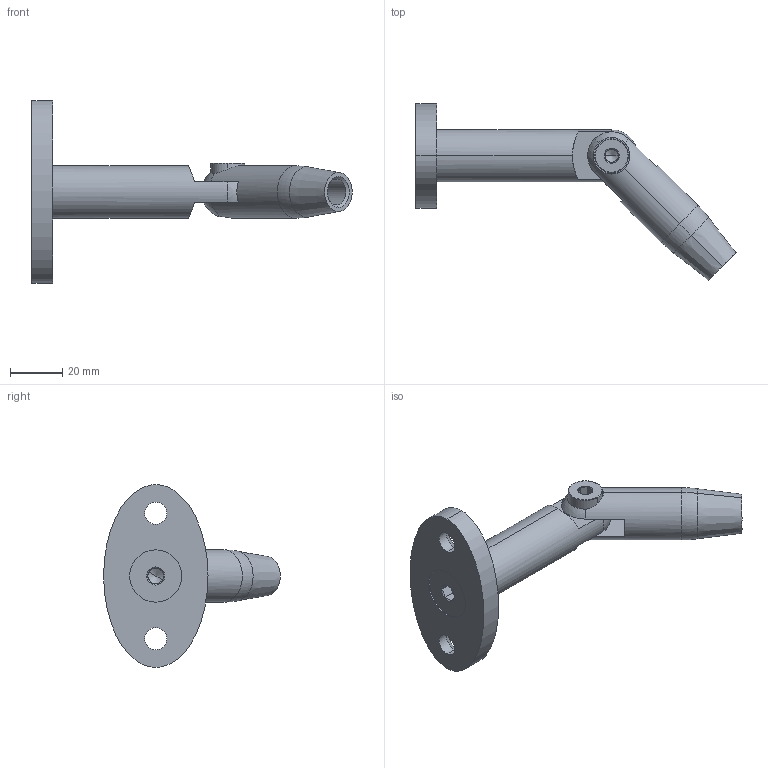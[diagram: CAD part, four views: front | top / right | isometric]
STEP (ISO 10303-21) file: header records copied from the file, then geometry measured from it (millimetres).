
FILE_DESCRIPTION (( 'STEP AP203' ), '1' );
FILE_NAME ('A14_PR70x40-M12.STEP', '2019-03-15T13:05:40', ( '' ), ( '' ), 'SwSTEP 2.0', 'SolidWorks 2018', '' );
FILE_SCHEMA (( 'CONFIG_CONTROL_DESIGN' ));
Length unit declared in the file: millimetre
Products named in the file (6): A14_PR70x40-M12.P3; A14_PR70x40-M12.P2; skrutka DIN 7991_M10x20_A4-70; skrutka DIN 7984_M8x15_A4-70; A14_PR70x40-M12; A14_PR70x40-M12.P1
Assembly tree (5 placements, depth 2):
  A14_PR70x40-M12
    A14_PR70x40-M12.P1
    A14_PR70x40-M12.P3
    A14_PR70x40-M12.P2
    skrutka DIN 7984_M8x15_A4-70
    skrutka DIN 7991_M10x20_A4-70
Bounding box: 122.73 x 67.73 x 70 mm (x, y, z)
Volume: 48137.7 mm3; surface area: 20003.8 mm2
Topology: 5 solids, 5 shells, 128 faces, 283 edges, 159 vertices
Faces by surface type: plane 41, cone 39, cylinder 34, torus 6, sphere 6, bspline 2
Entity records: 4305 total; most frequent: CARTESIAN_POINT 875, DIRECTION 647, ORIENTED_EDGE 542, EDGE_CURVE 271, AXIS2_PLACEMENT_3D 267, VERTEX_POINT 157, EDGE_LOOP 144, CIRCLE 133
